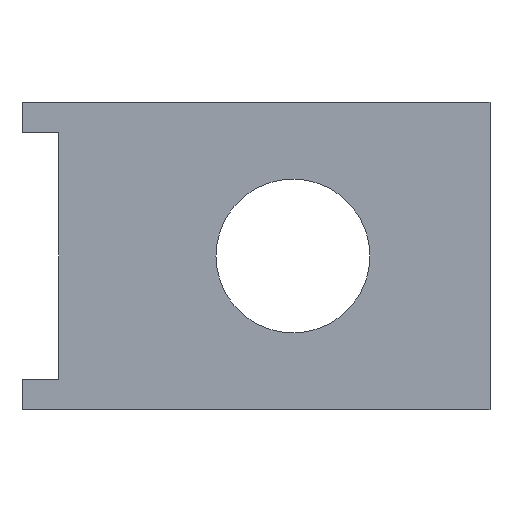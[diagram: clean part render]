
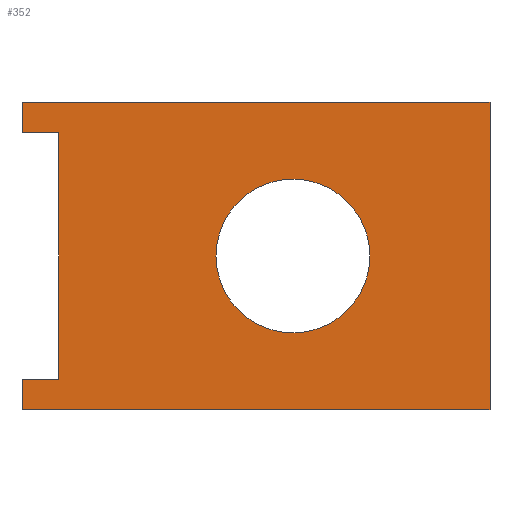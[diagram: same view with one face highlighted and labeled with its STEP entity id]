
A CAD part, front view. The second image highlights one B-rep face of the part: STEP entity #352.
In plain terms, the highlighted planar face has unit normal (0, -1, 0).
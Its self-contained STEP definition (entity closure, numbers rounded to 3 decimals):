
#2 = VECTOR ( 'NONE', #285, 1000. ) ;
#5 = EDGE_CURVE ( 'NONE', #143, #48, #126, .T. ) ;
#7 = CARTESIAN_POINT ( 'NONE',  ( -19., -3., 10. ) ) ;
#11 = EDGE_CURVE ( 'NONE', #208, #288, #266, .T. ) ;
#15 = ORIENTED_EDGE ( 'NONE', *, *, #121, .F. ) ;
#23 = EDGE_LOOP ( 'NONE', ( #233, #199 ) ) ;
#24 = FACE_BOUND ( 'NONE', #23, .T. ) ;
#35 = VECTOR ( 'NONE', #327, 1000. ) ;
#47 = LINE ( 'NONE', #321, #379 ) ;
#48 = VERTEX_POINT ( 'NONE', #151 ) ;
#50 = CARTESIAN_POINT ( 'NONE',  ( -16., -3., -10. ) ) ;
#53 = VERTEX_POINT ( 'NONE', #390 ) ;
#60 = CARTESIAN_POINT ( 'NONE',  ( 3., -3., 6.25 ) ) ;
#61 = CARTESIAN_POINT ( 'NONE',  ( -16., -3., 10. ) ) ;
#62 = LINE ( 'NONE', #362, #168 ) ;
#67 = DIRECTION ( 'NONE',  ( -1., 0., 0. ) ) ;
#70 = CARTESIAN_POINT ( 'NONE',  ( -19., -3., -10. ) ) ;
#72 = VERTEX_POINT ( 'NONE', #61 ) ;
#79 = PLANE ( 'NONE',  #264 ) ;
#83 = DIRECTION ( 'NONE',  ( 0., 0., 1. ) ) ;
#95 = LINE ( 'NONE', #303, #271 ) ;
#108 = LINE ( 'NONE', #323, #35 ) ;
#111 = EDGE_CURVE ( 'NONE', #163, #53, #62, .T. ) ;
#121 = EDGE_CURVE ( 'NONE', #317, #163, #95, .T. ) ;
#126 = CIRCLE ( 'NONE', #229, 6.25 ) ;
#131 = EDGE_LOOP ( 'NONE', ( #351, #332, #294, #254, #15, #240, #250, #256 ) ) ;
#136 = FACE_OUTER_BOUND ( 'NONE', #131, .T. ) ;
#140 = LINE ( 'NONE', #50, #391 ) ;
#143 = VERTEX_POINT ( 'NONE', #60 ) ;
#145 = DIRECTION ( 'NONE',  ( 0., 1., 0. ) ) ;
#147 = CARTESIAN_POINT ( 'NONE',  ( -19., -3., -12.5 ) ) ;
#151 = CARTESIAN_POINT ( 'NONE',  ( 3., -3., -6.25 ) ) ;
#152 = CARTESIAN_POINT ( 'NONE',  ( 3., -3., 0. ) ) ;
#156 = VECTOR ( 'NONE', #205, 1000. ) ;
#162 = CARTESIAN_POINT ( 'NONE',  ( -19., -3., -10. ) ) ;
#163 = VERTEX_POINT ( 'NONE', #181 ) ;
#168 = VECTOR ( 'NONE', #335, 1000. ) ;
#181 = CARTESIAN_POINT ( 'NONE',  ( -19., -3., 12.5 ) ) ;
#182 = EDGE_CURVE ( 'NONE', #48, #143, #291, .T. ) ;
#183 = DIRECTION ( 'NONE',  ( 0., 0., 1. ) ) ;
#186 = LINE ( 'NONE', #347, #209 ) ;
#189 = CARTESIAN_POINT ( 'NONE',  ( 19., -3., -12.5 ) ) ;
#192 = VERTEX_POINT ( 'NONE', #147 ) ;
#194 = AXIS2_PLACEMENT_3D ( 'NONE', #152, #393, #276 ) ;
#197 = VERTEX_POINT ( 'NONE', #189 ) ;
#199 = ORIENTED_EDGE ( 'NONE', *, *, #5, .T. ) ;
#200 = EDGE_CURVE ( 'NONE', #72, #317, #186, .T. ) ;
#205 = DIRECTION ( 'NONE',  ( 1., 0., 0. ) ) ;
#208 = VERTEX_POINT ( 'NONE', #70 ) ;
#209 = VECTOR ( 'NONE', #67, 1000. ) ;
#211 = EDGE_CURVE ( 'NONE', #53, #197, #47, .T. ) ;
#219 = DIRECTION ( 'NONE',  ( 0., 0., -1. ) ) ;
#223 = LINE ( 'NONE', #162, #2 ) ;
#229 = AXIS2_PLACEMENT_3D ( 'NONE', #263, #356, #83 ) ;
#233 = ORIENTED_EDGE ( 'NONE', *, *, #182, .T. ) ;
#240 = ORIENTED_EDGE ( 'NONE', *, *, #200, .F. ) ;
#250 = ORIENTED_EDGE ( 'NONE', *, *, #374, .F. ) ;
#254 = ORIENTED_EDGE ( 'NONE', *, *, #111, .F. ) ;
#256 = ORIENTED_EDGE ( 'NONE', *, *, #11, .F. ) ;
#260 = DIRECTION ( 'NONE',  ( 0., 0., 1. ) ) ;
#263 = CARTESIAN_POINT ( 'NONE',  ( 3., -3., 0. ) ) ;
#264 = AXIS2_PLACEMENT_3D ( 'NONE', #331, #145, #265 ) ;
#265 = DIRECTION ( 'NONE',  ( 0., 0., 1. ) ) ;
#266 = LINE ( 'NONE', #389, #156 ) ;
#271 = VECTOR ( 'NONE', #183, 1000. ) ;
#276 = DIRECTION ( 'NONE',  ( 0., 0., 1. ) ) ;
#285 = DIRECTION ( 'NONE',  ( 0., 0., 1. ) ) ;
#288 = VERTEX_POINT ( 'NONE', #340 ) ;
#291 = CIRCLE ( 'NONE', #194, 6.25 ) ;
#294 = ORIENTED_EDGE ( 'NONE', *, *, #211, .F. ) ;
#303 = CARTESIAN_POINT ( 'NONE',  ( -19., -3., 12.5 ) ) ;
#304 = EDGE_CURVE ( 'NONE', #192, #208, #223, .T. ) ;
#317 = VERTEX_POINT ( 'NONE', #7 ) ;
#321 = CARTESIAN_POINT ( 'NONE',  ( 19., -3., 12.5 ) ) ;
#323 = CARTESIAN_POINT ( 'NONE',  ( 19., -3., -12.5 ) ) ;
#327 = DIRECTION ( 'NONE',  ( -1., 0., 0. ) ) ;
#331 = CARTESIAN_POINT ( 'NONE',  ( 0., -3., 0. ) ) ;
#332 = ORIENTED_EDGE ( 'NONE', *, *, #392, .F. ) ;
#335 = DIRECTION ( 'NONE',  ( 1., 0., 0. ) ) ;
#340 = CARTESIAN_POINT ( 'NONE',  ( -16., -3., -10. ) ) ;
#347 = CARTESIAN_POINT ( 'NONE',  ( -16., -3., 10. ) ) ;
#351 = ORIENTED_EDGE ( 'NONE', *, *, #304, .F. ) ;
#352 = ADVANCED_FACE ( 'NONE', ( #136, #24 ), #79, .F. ) ;
#356 = DIRECTION ( 'NONE',  ( 0., 1., 0. ) ) ;
#362 = CARTESIAN_POINT ( 'NONE',  ( 19., -3., 12.5 ) ) ;
#374 = EDGE_CURVE ( 'NONE', #288, #72, #140, .T. ) ;
#379 = VECTOR ( 'NONE', #219, 1000. ) ;
#389 = CARTESIAN_POINT ( 'NONE',  ( -19., -3., -10. ) ) ;
#390 = CARTESIAN_POINT ( 'NONE',  ( 19., -3., 12.5 ) ) ;
#391 = VECTOR ( 'NONE', #260, 1000. ) ;
#392 = EDGE_CURVE ( 'NONE', #197, #192, #108, .T. ) ;
#393 = DIRECTION ( 'NONE',  ( 0., 1., 0. ) ) ;
